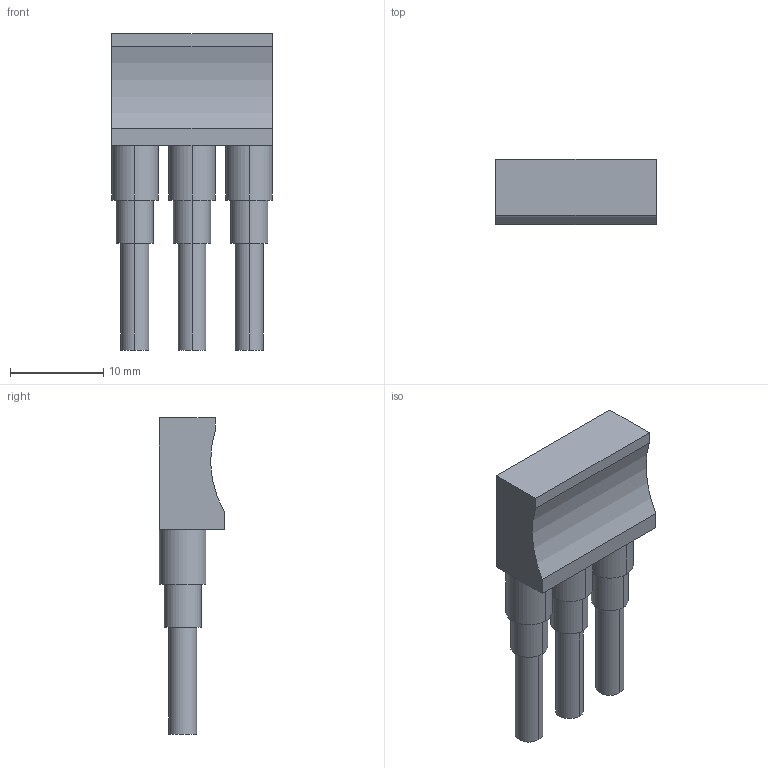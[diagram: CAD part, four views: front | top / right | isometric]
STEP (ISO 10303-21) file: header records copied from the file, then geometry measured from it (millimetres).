
FILE_DESCRIPTION(('Creo Elements/Direct Modeling STEP Export'),'2;1');
FILE_NAME('model.stp','2018-02-08T18:41:03',(''),(''),'Creo Elements/Direct Modeling STEP processor for AP214 (Solid Model)','Creo Elements/Direct Modeling 18.1I 14-Aug-2016 (C) Parametric Technology GmbH','');
FILE_SCHEMA(('AUTOMOTIVE_DESIGN { 1 0 10303 214 1 1 1 1 }'));
Length unit declared in the file: millimetre
Products named in the file (2): KSS-3-6-select
Assembly tree (1 placements, depth 2):
  KSS-3-6-select
    KSS-3-6-select
Bounding box: 17.3 x 7 x 34 mm (x, y, z)
Volume: 2021.4 mm3; surface area: 1567.2 mm2
Topology: 1 solids, 1 shells, 37 faces, 81 edges, 52 vertices
Faces by surface type: cylinder 19, plane 18
Entity records: 1238 total; most frequent: ORIENTED_EDGE 162, DIRECTION 150, CARTESIAN_POINT 145, EDGE_CURVE 81, AXIS2_PLACEMENT_3D 57, VERTEX_POINT 52, EDGE_LOOP 43, COLOUR_RGB 38
